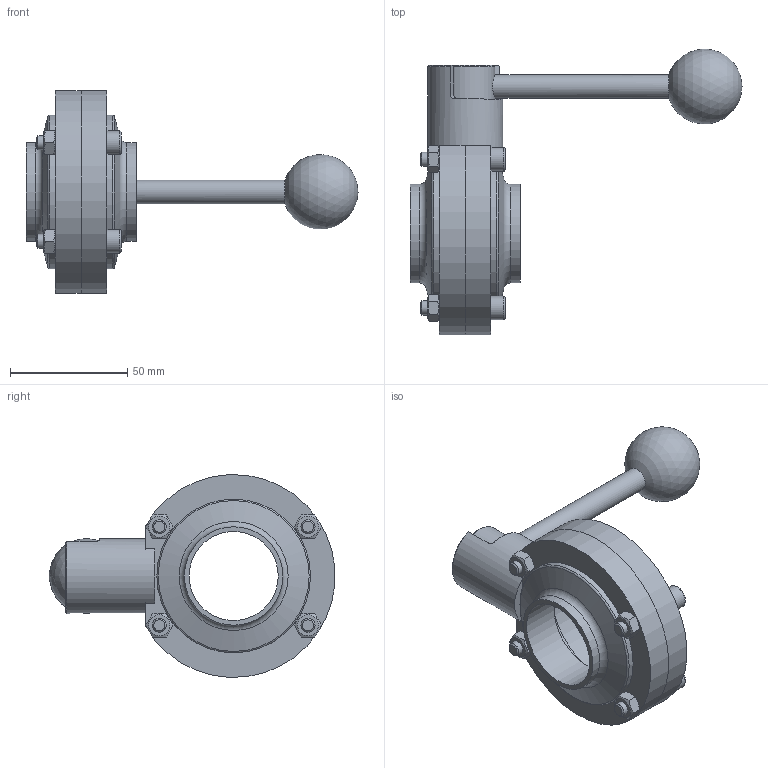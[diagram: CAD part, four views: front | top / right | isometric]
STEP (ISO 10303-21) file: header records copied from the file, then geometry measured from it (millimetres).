
FILE_DESCRIPTION( ( 'STEP AP203' ), ' ' );
FILE_NAME( '9612628156.stp', '2017-01-13T09:52:04', ( '' ), ( '' ), ' ', 'PARTsolutions', ' ' );
FILE_SCHEMA( ( 'CONFIG_CONTROL_DESIGN' ) );
Length unit declared in the file: millimetre
Products named in the file (6): 9612628156; _LKB-2 Butterfly (D40 002 0)_dwr; _9611411380 Handle cap 2 pos D40; _9612045001 Indication handle D40; _LKB/LKB-2 valve body pin D40; _LKB-2 Butterfly (D40 085 0)_dwl
Assembly tree (5 placements, depth 2):
  9612628156
    _LKB-2 Butterfly (D40 002 0)_dwr
    _9611411380 Handle cap 2 pos D40
    _9612045001 Indication handle D40
    _LKB/LKB-2 valve body pin D40
    _LKB-2 Butterfly (D40 085 0)_dwl
Bounding box: 141.5 x 121.71 x 86.43 mm (x, y, z)
Volume: 160055.4 mm3; surface area: 56176.9 mm2
Topology: 5 solids, 5 shells, 174 faces, 396 edges, 261 vertices
Faces by surface type: plane 107, cylinder 41, cone 17, torus 8, sphere 1
Full cylindrical faces by diameter (mm): 6 x8, 7 x8, 10 x5, 12 x1, 25.4 x1, 25.5 x1, 32 x1, 38 x2, 42 x2, 46 x2, 54 x2, 65.5 x2
Entity records: 5045 total; most frequent: CARTESIAN_POINT 1287, DIRECTION 728, ORIENTED_EDGE 626, EDGE_CURVE 313, AXIS2_PLACEMENT_3D 288, EDGE_LOOP 277, VERTEX_POINT 239, FACE_OUTER_BOUND 217
